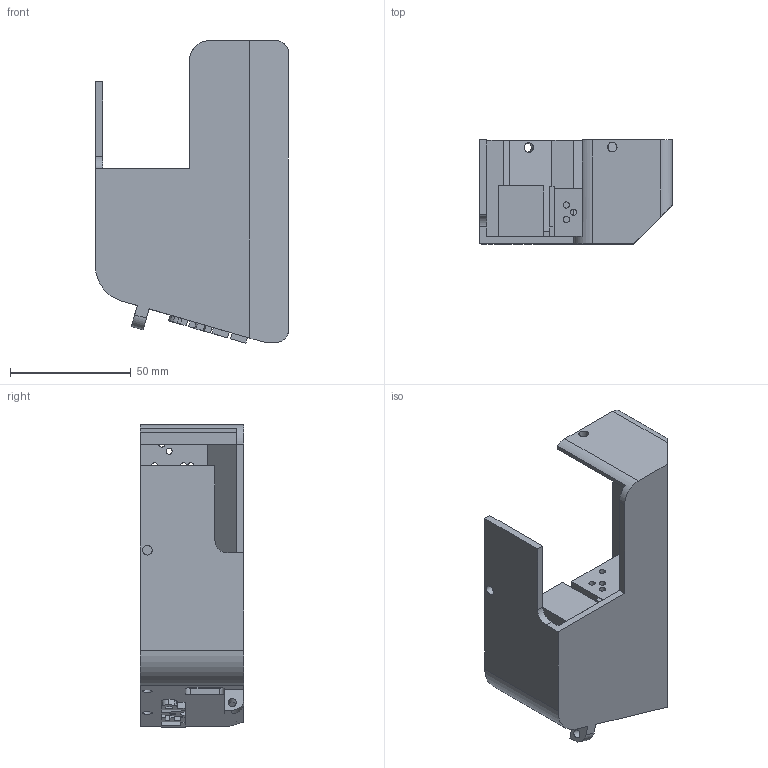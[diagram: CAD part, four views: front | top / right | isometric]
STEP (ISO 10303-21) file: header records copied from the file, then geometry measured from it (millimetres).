
FILE_DESCRIPTION(/* description */ (''),/* implementation_level */ '2;1');
FILE_NAME(/* name */ 'palm_lower_left.stp',/* time_stamp */ '2024-12-21T19:36:51-05:00',/* author */ ('Kenny'),/* organization */ (''),/* preprocessor_version */ 'ST-DEVELOPER v18.1',/* originating_system */ 'Autodesk Inventor 2021',/* authorisation */ '');
FILE_SCHEMA (('AUTOMOTIVE_DESIGN { 1 0 10303 214 3 1 1 }'));
Length unit declared in the file: millimetre
Products named in the file (1): palm_lower_left
Bounding box: 80 x 43 x 125.38 mm (x, y, z)
Volume: 75288.6 mm3; surface area: 47763 mm2
Topology: 1 solids, 1 shells, 203 faces, 626 edges, 434 vertices
Faces by surface type: plane 138, cylinder 55, bspline 10
Full cylindrical faces by diameter (mm): 2.55 x29, 3.5 x2, 4 x4, 4.5 x5
Entity records: 7597 total; most frequent: CARTESIAN_POINT 1396, ORIENTED_EDGE 1256, DIRECTION 1178, EDGE_CURVE 628, VERTEX_POINT 434, LINE 426, VECTOR 426, AXIS2_PLACEMENT_3D 376
